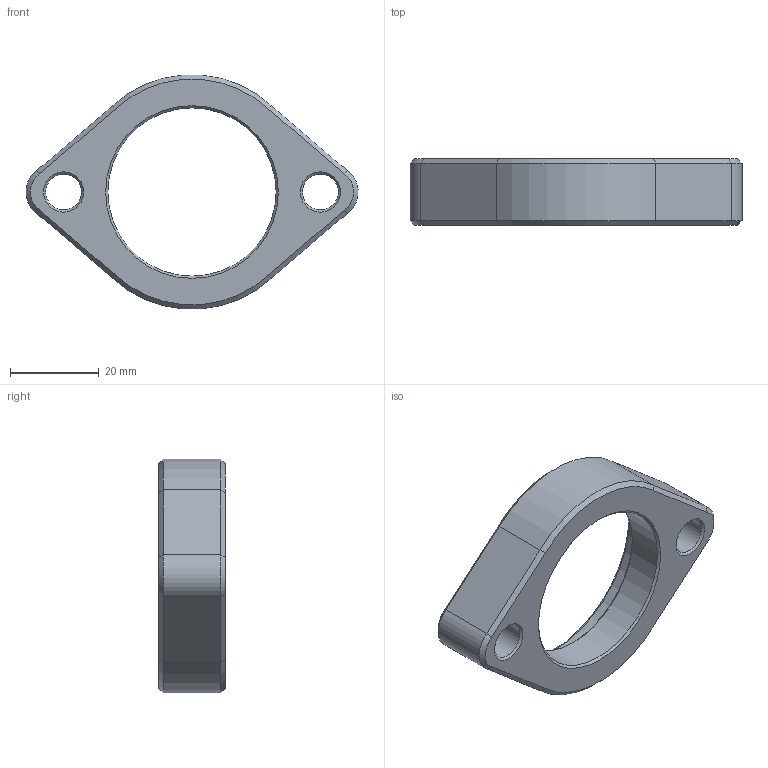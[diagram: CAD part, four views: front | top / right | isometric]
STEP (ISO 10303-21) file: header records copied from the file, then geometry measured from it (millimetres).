
FILE_DESCRIPTION(('FreeCAD Model'),'2;1');
FILE_NAME('Open CASCADE Shape Model','2025-01-15T16:50:38',(''),(''), 'Open CASCADE STEP processor 7.8','FreeCAD','Unknown');
FILE_SCHEMA(('AUTOMOTIVE_DESIGN { 1 0 10303 214 1 1 1 1 }'));
Length unit declared in the file: millimetre
Products named in the file (1): Corps
Bounding box: 74.96 x 15 x 52.82 mm (x, y, z)
Volume: 16257.5 mm3; surface area: 8019.1 mm2
Topology: 1 solids, 1 shells, 36 faces, 78 edges, 45 vertices
Faces by surface type: plane 15, cone 12, cylinder 8, torus 1
Full cylindrical faces by diameter (mm): 8.1 x2, 38 x1, 48.1 x1
Entity records: 2041 total; most frequent: CARTESIAN_POINT 413, DIRECTION 311, LINE 175, VECTOR 175, ORIENTED_EDGE 156, PCURVE 156, DEFINITIONAL_REPRESENTATION 156, EDGE_CURVE 78
